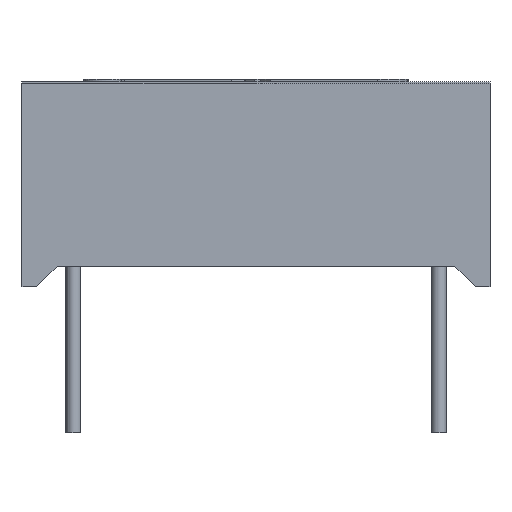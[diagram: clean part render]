
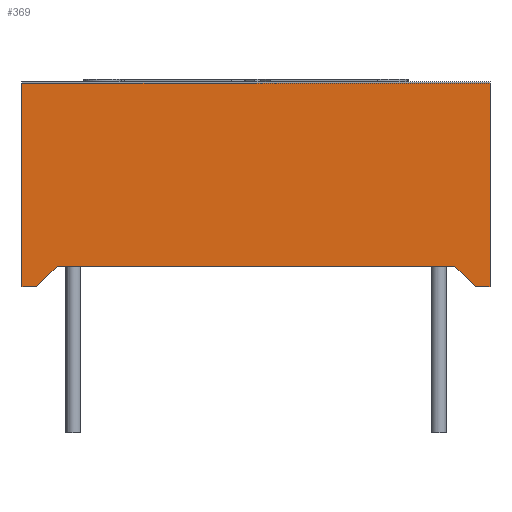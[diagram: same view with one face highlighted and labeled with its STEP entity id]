
A CAD part, front view. The second image highlights one B-rep face of the part: STEP entity #369.
In plain terms, the highlighted planar face has unit normal (0, -1, 0).
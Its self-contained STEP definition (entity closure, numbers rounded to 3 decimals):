
#12=DIRECTION('',(0.,0.,1.));
#26=DIRECTION('',(1.,0.,0.));
#42=VECTOR('',#12,1.);
#57=VECTOR('',#26,1.);
#165=ORIENTED_EDGE('',*,*,#166,.F.);
#166=EDGE_CURVE('',#167,#169,#171,.T.);
#167=VERTEX_POINT('',#168);
#168=CARTESIAN_POINT('',(13.05,-15.18,0.7));
#169=VERTEX_POINT('',#170);
#170=CARTESIAN_POINT('',(-0.55,-15.18,0.7));
#171=LINE('',#172,#173);
#172=CARTESIAN_POINT('',(6.5,-15.18,0.7));
#173=VECTOR('',#174,1.);
#174=DIRECTION('',(-1.,0.,0.));
#214=DIRECTION('',(0.,-1.,0.));
#369=ADVANCED_FACE('',(#370),#410,.T.);
#370=FACE_BOUND('',#371,.T.);
#371=EDGE_LOOP('',(#372,#379,#384,#389,#394,#398,#165,#404));
#372=ORIENTED_EDGE('',*,*,#373,.F.);
#373=EDGE_CURVE('',#374,#376,#378,.T.);
#374=VERTEX_POINT('',#375);
#375=CARTESIAN_POINT('',(14.25,-15.18,0.));
#376=VERTEX_POINT('',#377);
#377=CARTESIAN_POINT('',(13.75,-15.18,0.));
#378=LINE('',#375,#173);
#379=ORIENTED_EDGE('',*,*,#380,.T.);
#380=EDGE_CURVE('',#374,#381,#383,.T.);
#381=VERTEX_POINT('',#382);
#382=CARTESIAN_POINT('',(14.25,-15.18,6.95));
#383=LINE('',#375,#42);
#384=ORIENTED_EDGE('',*,*,#385,.F.);
#385=EDGE_CURVE('',#386,#381,#388,.T.);
#386=VERTEX_POINT('',#387);
#387=CARTESIAN_POINT('',(-1.75,-15.18,6.95));
#388=LINE('',#387,#57);
#389=ORIENTED_EDGE('',*,*,#390,.F.);
#390=EDGE_CURVE('',#391,#386,#393,.T.);
#391=VERTEX_POINT('',#392);
#392=CARTESIAN_POINT('',(-1.75,-15.18,0.));
#393=LINE('',#392,#42);
#394=ORIENTED_EDGE('',*,*,#395,.F.);
#395=EDGE_CURVE('',#396,#391,#378,.T.);
#396=VERTEX_POINT('',#397);
#397=CARTESIAN_POINT('',(-1.25,-15.18,0.));
#398=ORIENTED_EDGE('',*,*,#399,.T.);
#399=EDGE_CURVE('',#396,#169,#400,.T.);
#400=LINE('',#401,#402);
#401=CARTESIAN_POINT('',(2.8,-15.18,4.05));
#402=VECTOR('',#403,1.);
#403=DIRECTION('',(0.707,0.,0.707));
#404=ORIENTED_EDGE('',*,*,#405,.T.);
#405=EDGE_CURVE('',#167,#376,#406,.T.);
#406=LINE('',#407,#408);
#407=CARTESIAN_POINT('',(13.7,-15.18,0.05));
#408=VECTOR('',#409,1.);
#409=DIRECTION('',(0.707,0.,-0.707));
#410=PLANE('',#411);
#411=AXIS2_PLACEMENT_3D('',#375,#214,#174);
